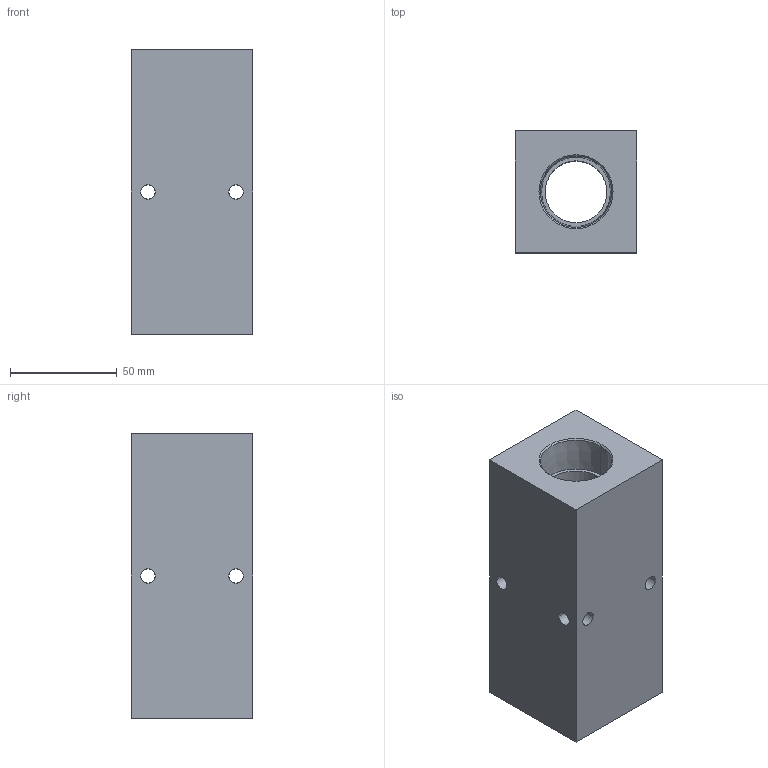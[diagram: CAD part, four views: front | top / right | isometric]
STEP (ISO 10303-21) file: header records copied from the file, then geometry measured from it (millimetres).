
FILE_DESCRIPTION (( 'STEP AP203' ), '1' );
FILE_NAME ('MRA-2GE.step', '2015-12-02T21:07:54', ( '' ), ( '' ), 'SwSTEP 2.0', 'SolidWorks 2015', '' );
FILE_SCHEMA (( 'CONFIG_CONTROL_DESIGN' ));
Length unit declared in the file: inch
Products named in the file (1): MRA-2GE
Bounding box: 57.15 x 57.15 x 133.35 mm (x, y, z)
Volume: 323709.1 mm3; surface area: 52796.2 mm2
Topology: 1 solids, 1 shells, 56 faces, 142 edges, 84 vertices
Faces by surface type: cylinder 30, cone 16, plane 10
Entity records: 1957 total; most frequent: CARTESIAN_POINT 563, ORIENTED_EDGE 284, DIRECTION 268, EDGE_CURVE 142, AXIS2_PLACEMENT_3D 105, VERTEX_POINT 84, EDGE_LOOP 74, LINE 58
